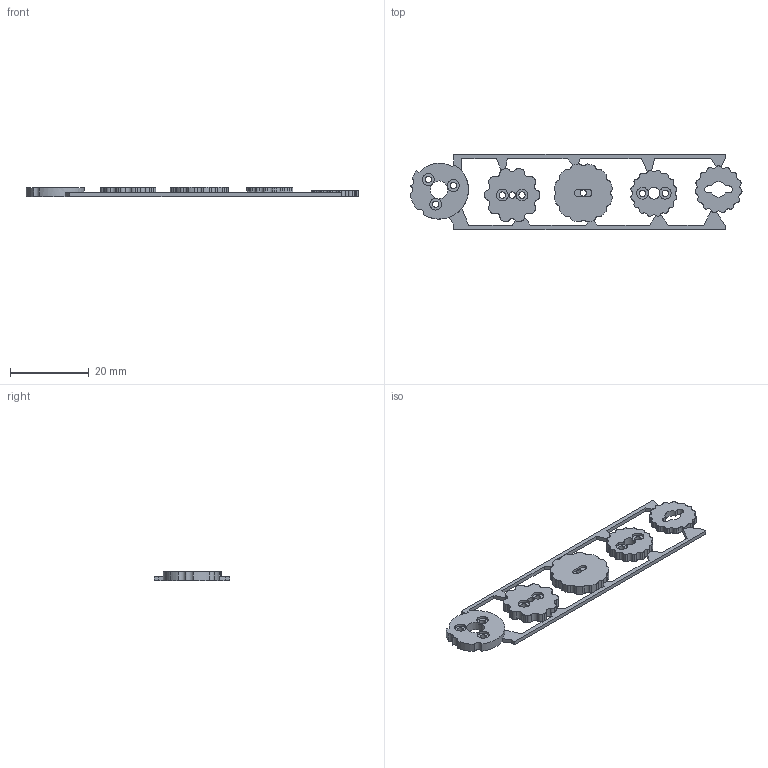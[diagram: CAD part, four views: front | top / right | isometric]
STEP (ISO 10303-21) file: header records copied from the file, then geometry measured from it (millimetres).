
FILE_DESCRIPTION(/* description */ (''),/* implementation_level */ '2;1');
FILE_NAME(/* name */ 'Clickers-connected.step',/* time_stamp */ '2025-06-29T18:56:11+03:00',/* author */ (''),/* organization */ (''),/* preprocessor_version */ 'ST-DEVELOPER v20.1',/* originating_system */ 'Autodesk Translation Framework v14.4.0.0',/* authorisation */ '');
FILE_SCHEMA (('AUTOMOTIVE_DESIGN { 1 0 10303 214 3 1 1 }'));
Length unit declared in the file: millimetre
Products named in the file (1): Clickers
Bounding box: 84.52 x 19.09 x 2.3 mm (x, y, z)
Volume: 1541.6 mm3; surface area: 2640.3 mm2
Topology: 1 solids, 1 shells, 288 faces, 844 edges, 557 vertices
Faces by surface type: cylinder 230, plane 58
Full cylindrical faces by diameter (mm): 1.6 x9, 3 x6, 4.5 x1
Entity records: 9917 total; most frequent: DIRECTION 1898, CARTESIAN_POINT 1691, ORIENTED_EDGE 1690, EDGE_CURVE 845, AXIS2_PLACEMENT_3D 764, VERTEX_POINT 557, CIRCLE 475, LINE 370
